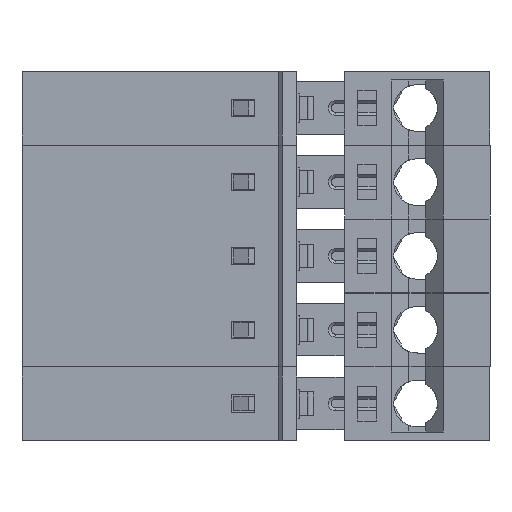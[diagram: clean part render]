
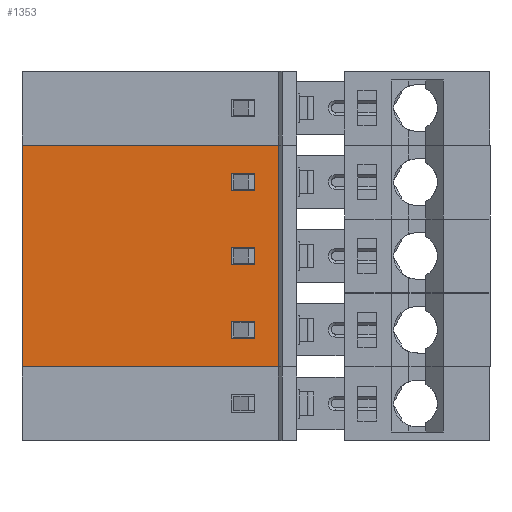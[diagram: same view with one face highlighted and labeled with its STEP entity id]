
A CAD part, left-side view. The second image highlights one B-rep face of the part: STEP entity #1353.
In plain terms, the highlighted planar face has unit normal (-1, 0, 0).
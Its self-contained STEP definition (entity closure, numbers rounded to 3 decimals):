
#1353 = ADVANCED_FACE( '', ( #3867, #3868, #3869, #3870 ), #3871, .F. );
#3867 = FACE_OUTER_BOUND( '', #7640, .T. );
#3868 = FACE_BOUND( '', #7641, .T. );
#3869 = FACE_BOUND( '', #7642, .T. );
#3870 = FACE_BOUND( '', #7643, .T. );
#3871 = PLANE( '', #7644 );
#7640 = EDGE_LOOP( '', ( #11546, #11547, #11548, #11549 ) );
#7641 = EDGE_LOOP( '', ( #11550, #11551, #11552, #11553 ) );
#7642 = EDGE_LOOP( '', ( #11554, #11555, #11556, #11557 ) );
#7643 = EDGE_LOOP( '', ( #11558, #11559, #11560, #11561 ) );
#7644 = AXIS2_PLACEMENT_3D( '', #11562, #11563, #11564 );
#11546 = ORIENTED_EDGE( '', *, *, #23676, .T. );
#11547 = ORIENTED_EDGE( '', *, *, #23677, .T. );
#11548 = ORIENTED_EDGE( '', *, *, #23678, .F. );
#11549 = ORIENTED_EDGE( '', *, *, #23679, .F. );
#11550 = ORIENTED_EDGE( '', *, *, #23680, .T. );
#11551 = ORIENTED_EDGE( '', *, *, #23681, .T. );
#11552 = ORIENTED_EDGE( '', *, *, #23682, .T. );
#11553 = ORIENTED_EDGE( '', *, *, #23683, .T. );
#11554 = ORIENTED_EDGE( '', *, *, #23684, .T. );
#11555 = ORIENTED_EDGE( '', *, *, #23685, .T. );
#11556 = ORIENTED_EDGE( '', *, *, #23686, .T. );
#11557 = ORIENTED_EDGE( '', *, *, #23687, .T. );
#11558 = ORIENTED_EDGE( '', *, *, #23688, .T. );
#11559 = ORIENTED_EDGE( '', *, *, #23689, .T. );
#11560 = ORIENTED_EDGE( '', *, *, #23690, .T. );
#11561 = ORIENTED_EDGE( '', *, *, #23691, .T. );
#11562 = CARTESIAN_POINT( '', ( 0., -9.45, 2.54 ) );
#11563 = DIRECTION( '', ( 1., 0., 0. ) );
#11564 = DIRECTION( '', ( 0., 1., 0. ) );
#23676 = EDGE_CURVE( '', #28670, #28671, #28672, .T. );
#23677 = EDGE_CURVE( '', #28671, #28673, #28674, .T. );
#23678 = EDGE_CURVE( '', #28675, #28673, #28676, .T. );
#23679 = EDGE_CURVE( '', #28670, #28675, #28677, .T. );
#23680 = EDGE_CURVE( '', #28678, #28679, #28680, .T. );
#23681 = EDGE_CURVE( '', #28679, #28681, #28682, .T. );
#23682 = EDGE_CURVE( '', #28681, #28683, #28684, .T. );
#23683 = EDGE_CURVE( '', #28683, #28678, #28685, .T. );
#23684 = EDGE_CURVE( '', #28686, #28687, #28688, .T. );
#23685 = EDGE_CURVE( '', #28687, #28689, #28690, .T. );
#23686 = EDGE_CURVE( '', #28689, #28691, #28692, .T. );
#23687 = EDGE_CURVE( '', #28691, #28686, #28693, .T. );
#23688 = EDGE_CURVE( '', #28694, #28695, #28696, .T. );
#23689 = EDGE_CURVE( '', #28695, #28697, #28698, .T. );
#23690 = EDGE_CURVE( '', #28697, #28699, #28700, .T. );
#23691 = EDGE_CURVE( '', #28699, #28694, #28701, .T. );
#28670 = VERTEX_POINT( '', #36015 );
#28671 = VERTEX_POINT( '', #36016 );
#28672 = LINE( '', #36017, #36018 );
#28673 = VERTEX_POINT( '', #36019 );
#28674 = LINE( '', #36020, #36021 );
#28675 = VERTEX_POINT( '', #36022 );
#28676 = LINE( '', #36023, #36024 );
#28677 = LINE( '', #36025, #36026 );
#28678 = VERTEX_POINT( '', #36027 );
#28679 = VERTEX_POINT( '', #36028 );
#28680 = LINE( '', #36029, #36030 );
#28681 = VERTEX_POINT( '', #36031 );
#28682 = LINE( '', #36032, #36033 );
#28683 = VERTEX_POINT( '', #36034 );
#28684 = LINE( '', #36035, #36036 );
#28685 = LINE( '', #36037, #36038 );
#28686 = VERTEX_POINT( '', #36039 );
#28687 = VERTEX_POINT( '', #36040 );
#28688 = LINE( '', #36041, #36042 );
#28689 = VERTEX_POINT( '', #36043 );
#28690 = LINE( '', #36044, #36045 );
#28691 = VERTEX_POINT( '', #36046 );
#28692 = LINE( '', #36047, #36048 );
#28693 = LINE( '', #36049, #36050 );
#28694 = VERTEX_POINT( '', #36051 );
#28695 = VERTEX_POINT( '', #36052 );
#28696 = LINE( '', #36053, #36054 );
#28697 = VERTEX_POINT( '', #36055 );
#28698 = LINE( '', #36056, #36057 );
#28699 = VERTEX_POINT( '', #36058 );
#28700 = LINE( '', #36059, #36060 );
#28701 = LINE( '', #36061, #36062 );
#36015 = CARTESIAN_POINT( '', ( 0., 0., 7.62 ) );
#36016 = CARTESIAN_POINT( '', ( 0., 0., 0. ) );
#36017 = CARTESIAN_POINT( '', ( 0., 0., 2.54 ) );
#36018 = VECTOR( '', #46356, 1000. );
#36019 = CARTESIAN_POINT( '', ( 0., -8.816, 0. ) );
#36020 = CARTESIAN_POINT( '', ( 0., 0., 0. ) );
#36021 = VECTOR( '', #46357, 1000. );
#36022 = CARTESIAN_POINT( '', ( 0., -8.816, 7.62 ) );
#36023 = CARTESIAN_POINT( '', ( 0., -8.816, 2.54 ) );
#36024 = VECTOR( '', #46358, 1000. );
#36025 = CARTESIAN_POINT( '', ( 0., 0., 7.62 ) );
#36026 = VECTOR( '', #46359, 1000. );
#36027 = CARTESIAN_POINT( '', ( 0., -7.2, 1.578 ) );
#36028 = CARTESIAN_POINT( '', ( 0., -8., 1.578 ) );
#36029 = CARTESIAN_POINT( '', ( 0., -9.45, 1.578 ) );
#36030 = VECTOR( '', #46360, 1000. );
#36031 = CARTESIAN_POINT( '', ( 0., -8., 0.978 ) );
#36032 = CARTESIAN_POINT( '', ( 0., -8., 2.54 ) );
#36033 = VECTOR( '', #46361, 1000. );
#36034 = CARTESIAN_POINT( '', ( 0., -7.2, 0.978 ) );
#36035 = CARTESIAN_POINT( '', ( 0., -9.45, 0.978 ) );
#36036 = VECTOR( '', #46362, 1000. );
#36037 = CARTESIAN_POINT( '', ( 0., -7.2, 2.54 ) );
#36038 = VECTOR( '', #46363, 1000. );
#36039 = CARTESIAN_POINT( '', ( 0., -7.2, 4.118 ) );
#36040 = CARTESIAN_POINT( '', ( 0., -8., 4.118 ) );
#36041 = CARTESIAN_POINT( '', ( 0., -9.45, 4.118 ) );
#36042 = VECTOR( '', #46364, 1000. );
#36043 = CARTESIAN_POINT( '', ( 0., -8., 3.518 ) );
#36044 = CARTESIAN_POINT( '', ( 0., -8., 5.08 ) );
#36045 = VECTOR( '', #46365, 1000. );
#36046 = CARTESIAN_POINT( '', ( 0., -7.2, 3.518 ) );
#36047 = CARTESIAN_POINT( '', ( 0., -9.45, 3.518 ) );
#36048 = VECTOR( '', #46366, 1000. );
#36049 = CARTESIAN_POINT( '', ( 0., -7.2, 5.08 ) );
#36050 = VECTOR( '', #46367, 1000. );
#36051 = CARTESIAN_POINT( '', ( 0., -7.2, 6.658 ) );
#36052 = CARTESIAN_POINT( '', ( 0., -8., 6.658 ) );
#36053 = CARTESIAN_POINT( '', ( 0., -9.45, 6.658 ) );
#36054 = VECTOR( '', #46368, 1000. );
#36055 = CARTESIAN_POINT( '', ( 0., -8., 6.058 ) );
#36056 = CARTESIAN_POINT( '', ( 0., -8., 7.62 ) );
#36057 = VECTOR( '', #46369, 1000. );
#36058 = CARTESIAN_POINT( '', ( 0., -7.2, 6.058 ) );
#36059 = CARTESIAN_POINT( '', ( 0., -9.45, 6.058 ) );
#36060 = VECTOR( '', #46370, 1000. );
#36061 = CARTESIAN_POINT( '', ( 0., -7.2, 7.62 ) );
#36062 = VECTOR( '', #46371, 1000. );
#46356 = DIRECTION( '', ( 0., 0., -1. ) );
#46357 = DIRECTION( '', ( 0., -1., 0. ) );
#46358 = DIRECTION( '', ( 0., 0., -1. ) );
#46359 = DIRECTION( '', ( 0., -1., 0. ) );
#46360 = DIRECTION( '', ( 0., -1., 0. ) );
#46361 = DIRECTION( '', ( 0., 0., -1. ) );
#46362 = DIRECTION( '', ( 0., 1., 0. ) );
#46363 = DIRECTION( '', ( 0., 0., 1. ) );
#46364 = DIRECTION( '', ( 0., -1., 0. ) );
#46365 = DIRECTION( '', ( 0., 0., -1. ) );
#46366 = DIRECTION( '', ( 0., 1., 0. ) );
#46367 = DIRECTION( '', ( 0., 0., 1. ) );
#46368 = DIRECTION( '', ( 0., -1., 0. ) );
#46369 = DIRECTION( '', ( 0., 0., -1. ) );
#46370 = DIRECTION( '', ( 0., 1., 0. ) );
#46371 = DIRECTION( '', ( 0., 0., 1. ) );
